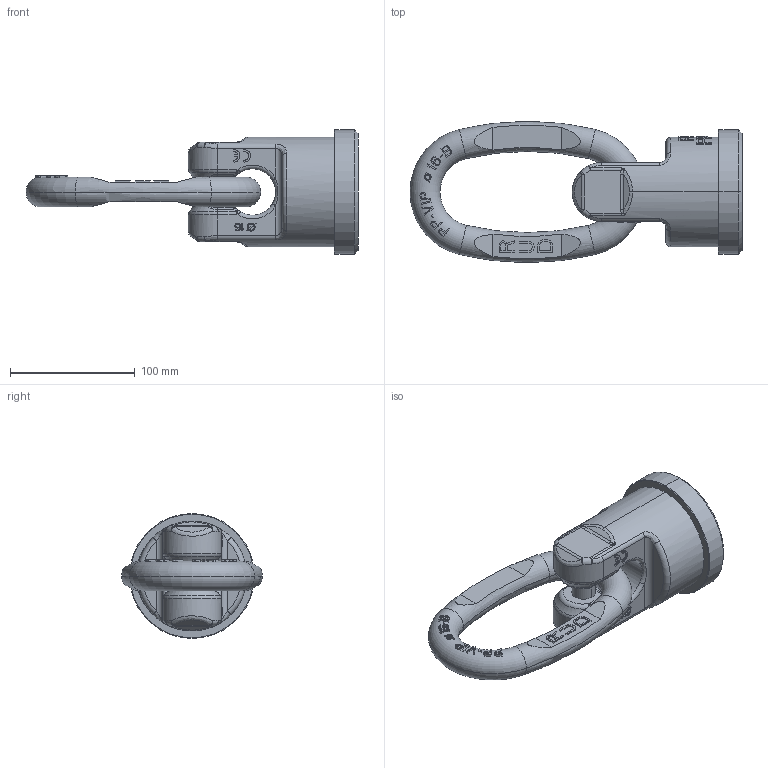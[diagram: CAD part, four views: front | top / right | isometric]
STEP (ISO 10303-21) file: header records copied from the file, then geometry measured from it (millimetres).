
FILE_DESCRIPTION((''),'2;1');
FILE_NAME('001-M31342-P-40_ASM','2019-03-15T',('anja.joas'),(''),'PRO/ENGINEER BY PARAMETRIC TECHNOLOGY CORPORATION, 2011490','PRO/ENGINEER BY PARAMETRIC TECHNOLOGY CORPORATION, 2011490','');
FILE_SCHEMA(('CONFIG_CONTROL_DESIGN'));
Length unit declared in the file: millimetre
Products named in the file (4): 001-M31342-P-20_AF0; 001-M31342-P-50; 001-M31290-005; 001-M31342-P-40_ASM
Assembly tree (3 placements, depth 2):
  001-M31342-P-40_ASM
    001-M31342-P-20_AF0
    001-M31342-P-50
    001-M31290-005
Bounding box: 266 x 113.01 x 100 mm (x, y, z)
Volume: 770462.1 mm3; surface area: 95204.9 mm2
Topology: 3 solids, 3 shells, 827 faces, 2195 edges, 1420 vertices
Faces by surface type: plane 634, bspline 76, cylinder 72, torus 31, sphere 8, cone 6
Entity records: 29389 total; most frequent: CARTESIAN_POINT 10090, ORIENTED_EDGE 4390, DIRECTION 3354, EDGE_CURVE 2195, VERTEX_POINT 1420, VECTOR 1280, LINE 1280, AXIS2_PLACEMENT_3D 1037
